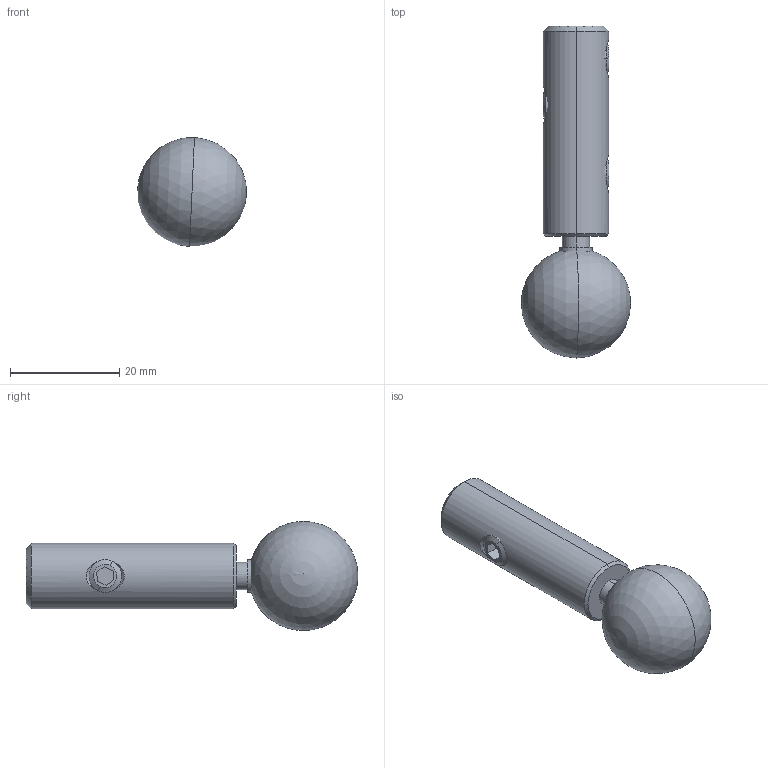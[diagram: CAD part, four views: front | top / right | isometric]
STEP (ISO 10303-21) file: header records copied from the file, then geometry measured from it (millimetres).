
FILE_DESCRIPTION (( 'STEP AP203' ), '1' );
FILE_NAME ('A5_L6-G.STEP', '2019-02-18T08:20:45', ( '' ), ( '' ), 'SwSTEP 2.0', 'SolidWorks 2018', '' );
FILE_SCHEMA (( 'CONFIG_CONTROL_DESIGN' ));
Length unit declared in the file: millimetre
Products named in the file (4): A5_L6-G; A5_L6-G.P2; A5_L6-G.P1; SKRUTKA DIN 913_SKRUTKA M 6X 6
Assembly tree (5 placements, depth 2):
  A5_L6-G
    A5_L6-G.P1
    A5_L6-G.P2
    SKRUTKA DIN 913_SKRUTKA M 6X 6  x3
Bounding box: 19.98 x 60.76 x 19.98 mm (x, y, z)
Volume: 7633.9 mm3; surface area: 4592.8 mm2
Topology: 5 solids, 5 shells, 85 faces, 189 edges, 114 vertices
Faces by surface type: plane 31, cone 30, cylinder 22, sphere 2
Entity records: 2306 total; most frequent: CARTESIAN_POINT 618, DIRECTION 278, ORIENTED_EDGE 234, EDGE_CURVE 117, AXIS2_PLACEMENT_3D 110, VERTEX_POINT 72, EDGE_LOOP 65, VECTOR 58
